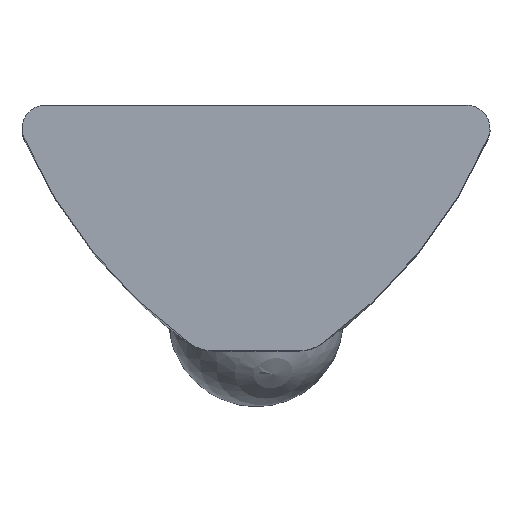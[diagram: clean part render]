
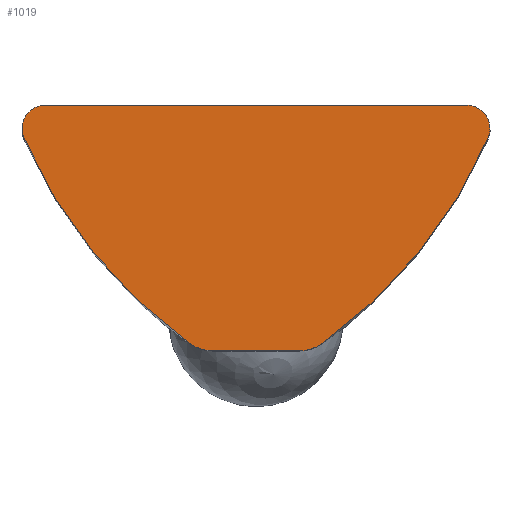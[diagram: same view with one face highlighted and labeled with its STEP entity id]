
A CAD part, top view. The second image highlights one B-rep face of the part: STEP entity #1019.
In plain terms, the highlighted planar face has unit normal (0, 0, 1).
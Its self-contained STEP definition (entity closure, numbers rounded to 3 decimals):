
#4 = AXIS2_PLACEMENT_3D ( 'NONE', #582, #1098, #792 ) ;
#8 = CIRCLE ( 'NONE', #774, 0.7 ) ;
#20 = EDGE_CURVE ( 'NONE', #433, #419, #776, .T. ) ;
#30 = ORIENTED_EDGE ( 'NONE', *, *, #701, .T. ) ;
#32 = DIRECTION ( 'NONE',  ( -1., 0., 0. ) ) ;
#44 = AXIS2_PLACEMENT_3D ( 'NONE', #1132, #628, #533 ) ;
#51 = VERTEX_POINT ( 'NONE', #208 ) ;
#63 = CARTESIAN_POINT ( 'NONE',  ( 3.828, 2.83, 12. ) ) ;
#65 = CARTESIAN_POINT ( 'NONE',  ( -4., -0.4, 12. ) ) ;
#72 = CARTESIAN_POINT ( 'NONE',  ( -3.6, 0., 12. ) ) ;
#104 = VECTOR ( 'NONE', #811, 1000. ) ;
#121 = CIRCLE ( 'NONE', #349, 0.7 ) ;
#137 = CARTESIAN_POINT ( 'NONE',  ( 1.139, -4.068, 12. ) ) ;
#155 = EDGE_CURVE ( 'NONE', #315, #1145, #121, .T. ) ;
#181 = VECTOR ( 'NONE', #989, 1000. ) ;
#208 = CARTESIAN_POINT ( 'NONE',  ( 3.6, 0., 12. ) ) ;
#216 = AXIS2_PLACEMENT_3D ( 'NONE', #1266, #881, #978 ) ;
#247 = CARTESIAN_POINT ( 'NONE',  ( 0.73, -4.2, 12. ) ) ;
#276 = FACE_OUTER_BOUND ( 'NONE', #1184, .T. ) ;
#278 = ORIENTED_EDGE ( 'NONE', *, *, #1157, .T. ) ;
#293 = CARTESIAN_POINT ( 'NONE',  ( -0.73, -4.2, 12. ) ) ;
#300 = ORIENTED_EDGE ( 'NONE', *, *, #1013, .T. ) ;
#315 = VERTEX_POINT ( 'NONE', #137 ) ;
#333 = DIRECTION ( 'NONE',  ( 0., 0., -1. ) ) ;
#335 = LINE ( 'NONE', #1298, #181 ) ;
#349 = AXIS2_PLACEMENT_3D ( 'NONE', #642, #333, #32 ) ;
#389 = DIRECTION ( 'NONE',  ( 0., 0., -1. ) ) ;
#393 = DIRECTION ( 'NONE',  ( -1., 0., 0. ) ) ;
#404 = CARTESIAN_POINT ( 'NONE',  ( -0.73, -3.5, 12. ) ) ;
#419 = VERTEX_POINT ( 'NONE', #72 ) ;
#426 = ORIENTED_EDGE ( 'NONE', *, *, #20, .F. ) ;
#433 = VERTEX_POINT ( 'NONE', #65 ) ;
#441 = ORIENTED_EDGE ( 'NONE', *, *, #1311, .F. ) ;
#442 = VERTEX_POINT ( 'NONE', #892 ) ;
#480 = DIRECTION ( 'NONE',  ( 0., 0., 1. ) ) ;
#487 = ORIENTED_EDGE ( 'NONE', *, *, #155, .F. ) ;
#488 = DIRECTION ( 'NONE',  ( 0., 0., 1. ) ) ;
#529 = CIRCLE ( 'NONE', #44, 0.4 ) ;
#533 = DIRECTION ( 'NONE',  ( -1., 0., 0. ) ) ;
#582 = CARTESIAN_POINT ( 'NONE',  ( -3.828, 2.83, 12. ) ) ;
#628 = DIRECTION ( 'NONE',  ( 0., 0., 1. ) ) ;
#629 = VERTEX_POINT ( 'NONE', #1278 ) ;
#642 = CARTESIAN_POINT ( 'NONE',  ( 0.73, -3.5, 12. ) ) ;
#660 = CIRCLE ( 'NONE', #4, 8.5 ) ;
#688 = DIRECTION ( 'NONE',  ( -1., 0., 0. ) ) ;
#701 = EDGE_CURVE ( 'NONE', #1267, #51, #529, .T. ) ;
#707 = CIRCLE ( 'NONE', #216, 0.4 ) ;
#717 = ORIENTED_EDGE ( 'NONE', *, *, #969, .T. ) ;
#774 = AXIS2_PLACEMENT_3D ( 'NONE', #404, #389, #1213 ) ;
#776 = CIRCLE ( 'NONE', #1305, 0.4 ) ;
#778 = VERTEX_POINT ( 'NONE', #293 ) ;
#792 = DIRECTION ( 'NONE',  ( -1., 0., 0. ) ) ;
#799 = DIRECTION ( 'NONE',  ( 0., 0., -1. ) ) ;
#811 = DIRECTION ( 'NONE',  ( -1., 0., 0. ) ) ;
#823 = AXIS2_PLACEMENT_3D ( 'NONE', #1007, #488, #1302 ) ;
#881 = DIRECTION ( 'NONE',  ( 0., 0., -1. ) ) ;
#892 = CARTESIAN_POINT ( 'NONE',  ( -3.967, -0.559, 12. ) ) ;
#894 = ORIENTED_EDGE ( 'NONE', *, *, #1031, .F. ) ;
#899 = ORIENTED_EDGE ( 'NONE', *, *, #1229, .T. ) ;
#969 = EDGE_CURVE ( 'NONE', #778, #1145, #335, .T. ) ;
#978 = DIRECTION ( 'NONE',  ( -1., 0., 0. ) ) ;
#989 = DIRECTION ( 'NONE',  ( 1., 0., 0. ) ) ;
#1007 = CARTESIAN_POINT ( 'NONE',  ( -3.6, -0.4, 12. ) ) ;
#1013 = EDGE_CURVE ( 'NONE', #51, #419, #1280, .T. ) ;
#1019 = ADVANCED_FACE ( 'NONE', ( #276 ), #1109, .T. ) ;
#1031 = EDGE_CURVE ( 'NONE', #778, #629, #8, .T. ) ;
#1098 = DIRECTION ( 'NONE',  ( 0., 0., 1. ) ) ;
#1105 = CARTESIAN_POINT ( 'NONE',  ( -2.45, 0., 12. ) ) ;
#1109 = PLANE ( 'NONE',  #823 ) ;
#1132 = CARTESIAN_POINT ( 'NONE',  ( 3.6, -0.4, 12. ) ) ;
#1145 = VERTEX_POINT ( 'NONE', #247 ) ;
#1157 = EDGE_CURVE ( 'NONE', #442, #629, #1295, .T. ) ;
#1162 = AXIS2_PLACEMENT_3D ( 'NONE', #63, #480, #688 ) ;
#1184 = EDGE_LOOP ( 'NONE', ( #441, #278, #894, #717, #487, #899, #30, #300, #426 ) ) ;
#1213 = DIRECTION ( 'NONE',  ( -1., 0., 0. ) ) ;
#1229 = EDGE_CURVE ( 'NONE', #315, #1267, #660, .T. ) ;
#1266 = CARTESIAN_POINT ( 'NONE',  ( -3.6, -0.4, 12. ) ) ;
#1267 = VERTEX_POINT ( 'NONE', #1285 ) ;
#1278 = CARTESIAN_POINT ( 'NONE',  ( -1.139, -4.068, 12. ) ) ;
#1280 = LINE ( 'NONE', #1105, #104 ) ;
#1285 = CARTESIAN_POINT ( 'NONE',  ( 3.967, -0.559, 12. ) ) ;
#1295 = CIRCLE ( 'NONE', #1162, 8.5 ) ;
#1298 = CARTESIAN_POINT ( 'NONE',  ( -3.6, -4.2, 12. ) ) ;
#1302 = DIRECTION ( 'NONE',  ( 1., 0., 0. ) ) ;
#1305 = AXIS2_PLACEMENT_3D ( 'NONE', #1309, #799, #393 ) ;
#1309 = CARTESIAN_POINT ( 'NONE',  ( -3.6, -0.4, 12. ) ) ;
#1311 = EDGE_CURVE ( 'NONE', #442, #433, #707, .T. ) ;
